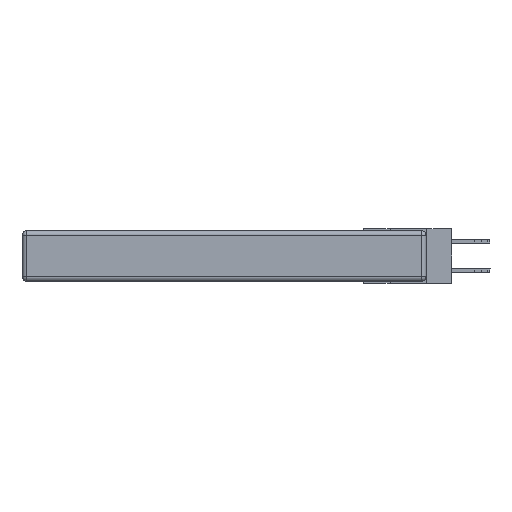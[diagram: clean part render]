
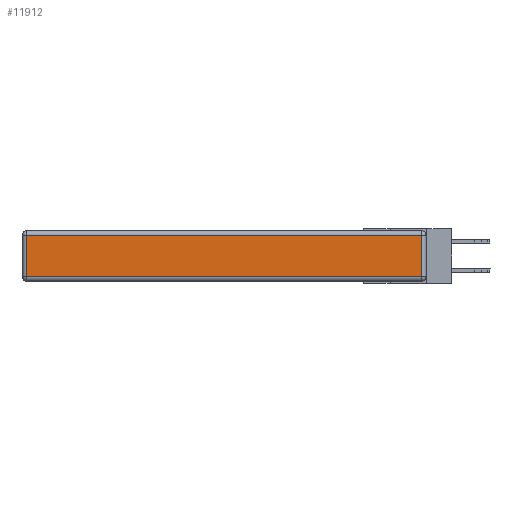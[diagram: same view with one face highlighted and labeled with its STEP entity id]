
A CAD part, left-side view. The second image highlights one B-rep face of the part: STEP entity #11912.
In plain terms, the highlighted planar face has unit normal (-1, 0, 0).
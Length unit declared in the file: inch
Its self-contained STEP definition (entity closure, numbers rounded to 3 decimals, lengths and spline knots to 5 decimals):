
#653 = DIRECTION ( 'NONE',  ( 0., 0., 1. ) ) ;
#1603 = CARTESIAN_POINT ( 'NONE',  ( 0., 2.72, -0.343 ) ) ;
#2453 = VERTEX_POINT ( 'NONE', #7989 ) ;
#2845 = ORIENTED_EDGE ( 'NONE', *, *, #12018, .T. ) ;
#3351 = ORIENTED_EDGE ( 'NONE', *, *, #16086, .T. ) ;
#3560 = VERTEX_POINT ( 'NONE', #12756 ) ;
#4524 = FACE_OUTER_BOUND ( 'NONE', #13308, .T. ) ;
#5262 = LINE ( 'NONE', #14334, #9472 ) ;
#5953 = ORIENTED_EDGE ( 'NONE', *, *, #17163, .T. ) ;
#7230 = ORIENTED_EDGE ( 'NONE', *, *, #15243, .T. ) ;
#7989 = CARTESIAN_POINT ( 'NONE',  ( 0., 2.72, -0.03 ) ) ;
#9075 = CARTESIAN_POINT ( 'NONE',  ( 0., 0.03, -0.313 ) ) ;
#9472 = VECTOR ( 'NONE', #11043, 39.37008 ) ;
#10491 = LINE ( 'NONE', #15785, #21327 ) ;
#10589 = CARTESIAN_POINT ( 'NONE',  ( 0., 0., -0.343 ) ) ;
#11043 = DIRECTION ( 'NONE',  ( 0., 1., 0. ) ) ;
#11127 = CARTESIAN_POINT ( 'NONE',  ( 0., 0.03, -0.03 ) ) ;
#11901 = VECTOR ( 'NONE', #12864, 39.37008 ) ;
#11912 = ADVANCED_FACE ( 'NONE', ( #4524 ), #14116, .T. ) ;
#12018 = EDGE_CURVE ( 'NONE', #3560, #19858, #20883, .T. ) ;
#12354 = DIRECTION ( 'NONE',  ( 0., 0., 1. ) ) ;
#12756 = CARTESIAN_POINT ( 'NONE',  ( 0., 2.72, -0.313 ) ) ;
#12807 = VECTOR ( 'NONE', #17032, 39.37008 ) ;
#12864 = DIRECTION ( 'NONE',  ( 0., -1., 0. ) ) ;
#13297 = VERTEX_POINT ( 'NONE', #11127 ) ;
#13308 = EDGE_LOOP ( 'NONE', ( #2845, #3351, #7230, #5953 ) ) ;
#14116 = PLANE ( 'NONE',  #19863 ) ;
#14334 = CARTESIAN_POINT ( 'NONE',  ( 0., 2.75, -0.03 ) ) ;
#15243 = EDGE_CURVE ( 'NONE', #13297, #2453, #5262, .T. ) ;
#15785 = CARTESIAN_POINT ( 'NONE',  ( 0., 0.03, -0.343 ) ) ;
#15867 = DIRECTION ( 'NONE',  ( -1., 0., 0. ) ) ;
#16086 = EDGE_CURVE ( 'NONE', #19858, #13297, #10491, .T. ) ;
#16221 = LINE ( 'NONE', #1603, #12807 ) ;
#17032 = DIRECTION ( 'NONE',  ( 0., 0., -1. ) ) ;
#17163 = EDGE_CURVE ( 'NONE', #2453, #3560, #16221, .T. ) ;
#19018 = CARTESIAN_POINT ( 'NONE',  ( 0., 0., -0.313 ) ) ;
#19858 = VERTEX_POINT ( 'NONE', #9075 ) ;
#19863 = AXIS2_PLACEMENT_3D ( 'NONE', #10589, #15867, #653 ) ;
#20883 = LINE ( 'NONE', #19018, #11901 ) ;
#21327 = VECTOR ( 'NONE', #12354, 39.37008 ) ;
